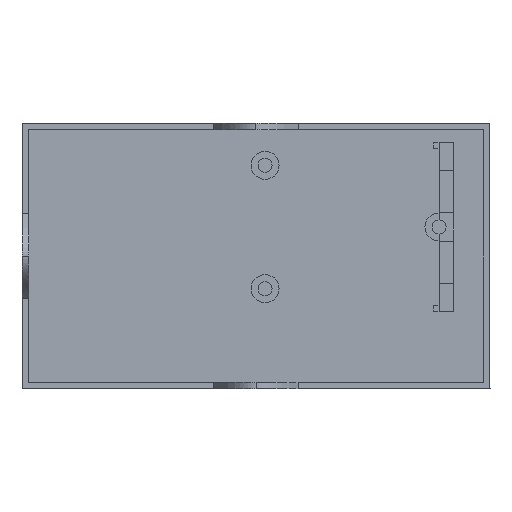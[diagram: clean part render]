
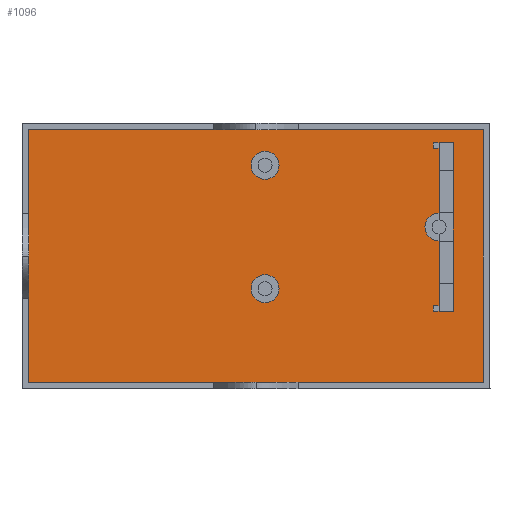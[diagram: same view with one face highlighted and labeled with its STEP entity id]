
A CAD part, front view. The second image highlights one B-rep face of the part: STEP entity #1096.
In plain terms, the highlighted planar face has unit normal (0, -1, 0).
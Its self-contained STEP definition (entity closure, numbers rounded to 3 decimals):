
#35=FACE_BOUND('',#169,.T.);
#36=FACE_BOUND('',#170,.T.);
#37=FACE_BOUND('',#171,.T.);
#52=CIRCLE('',#1184,2.5);
#53=CIRCLE('',#1185,2.5);
#54=CIRCLE('',#1186,2.5);
#99=FACE_OUTER_BOUND('',#168,.T.);
#168=EDGE_LOOP('',(#880,#881,#882,#883));
#169=EDGE_LOOP('',(#884));
#170=EDGE_LOOP('',(#885));
#171=EDGE_LOOP('',(#886,#887,#888,#889,#890,#891,#892,#893,#894,#895,#896,
#897,#898,#899,#900,#901,#902,#903));
#231=LINE('',#1923,#352);
#233=LINE('',#1927,#354);
#236=LINE('',#1934,#357);
#238=LINE('',#1937,#359);
#242=LINE('',#1945,#363);
#244=LINE('',#1950,#365);
#264=LINE('',#1989,#385);
#271=LINE('',#2007,#392);
#285=LINE('',#2049,#406);
#288=LINE('',#2054,#409);
#289=LINE('',#2056,#410);
#291=LINE('',#2061,#412);
#294=LINE('',#2066,#415);
#296=LINE('',#2070,#417);
#298=LINE('',#2073,#419);
#299=LINE('',#2077,#420);
#300=LINE('',#2079,#421);
#301=LINE('',#2081,#422);
#302=LINE('',#2082,#423);
#303=LINE('',#2087,#424);
#304=LINE('',#2088,#425);
#352=VECTOR('',#1273,10.);
#354=VECTOR('',#1275,10.);
#357=VECTOR('',#1280,10.);
#359=VECTOR('',#1282,10.);
#363=VECTOR('',#1288,10.);
#365=VECTOR('',#1292,10.);
#385=VECTOR('',#1324,10.);
#392=VECTOR('',#1343,10.);
#406=VECTOR('',#1383,10.);
#409=VECTOR('',#1388,10.);
#410=VECTOR('',#1391,10.);
#412=VECTOR('',#1395,10.);
#415=VECTOR('',#1400,10.);
#417=VECTOR('',#1404,10.);
#419=VECTOR('',#1408,10.);
#420=VECTOR('',#1411,10.);
#421=VECTOR('',#1412,10.);
#422=VECTOR('',#1413,10.);
#423=VECTOR('',#1414,10.);
#424=VECTOR('',#1419,10.);
#425=VECTOR('',#1420,10.);
#486=VERTEX_POINT('',#1921);
#487=VERTEX_POINT('',#1922);
#488=VERTEX_POINT('',#1924);
#489=VERTEX_POINT('',#1926);
#490=VERTEX_POINT('',#1930);
#491=VERTEX_POINT('',#1931);
#492=VERTEX_POINT('',#1933);
#493=VERTEX_POINT('',#1935);
#496=VERTEX_POINT('',#1943);
#498=VERTEX_POINT('',#1949);
#516=VERTEX_POINT('',#2006);
#530=VERTEX_POINT('',#2046);
#531=VERTEX_POINT('',#2048);
#532=VERTEX_POINT('',#2052);
#533=VERTEX_POINT('',#2058);
#534=VERTEX_POINT('',#2060);
#535=VERTEX_POINT('',#2064);
#536=VERTEX_POINT('',#2068);
#537=VERTEX_POINT('',#2075);
#538=VERTEX_POINT('',#2076);
#539=VERTEX_POINT('',#2078);
#540=VERTEX_POINT('',#2080);
#541=VERTEX_POINT('',#2083);
#542=VERTEX_POINT('',#2085);
#592=EDGE_CURVE('',#486,#487,#231,.T.);
#594=EDGE_CURVE('',#489,#488,#233,.T.);
#597=EDGE_CURVE('',#492,#490,#236,.T.);
#599=EDGE_CURVE('',#491,#493,#238,.T.);
#603=EDGE_CURVE('',#488,#496,#242,.T.);
#605=EDGE_CURVE('',#498,#491,#244,.T.);
#625=EDGE_CURVE('',#493,#489,#264,.T.);
#634=EDGE_CURVE('',#516,#486,#271,.T.);
#654=EDGE_CURVE('',#531,#530,#285,.T.);
#657=EDGE_CURVE('',#530,#532,#288,.T.);
#658=EDGE_CURVE('',#532,#516,#289,.T.);
#660=EDGE_CURVE('',#534,#533,#291,.T.);
#663=EDGE_CURVE('',#533,#535,#294,.T.);
#665=EDGE_CURVE('',#535,#536,#296,.T.);
#667=EDGE_CURVE('',#490,#534,#298,.T.);
#668=EDGE_CURVE('',#537,#538,#299,.T.);
#669=EDGE_CURVE('',#539,#537,#300,.T.);
#670=EDGE_CURVE('',#540,#539,#301,.T.);
#671=EDGE_CURVE('',#538,#540,#302,.T.);
#672=EDGE_CURVE('',#541,#541,#52,.T.);
#673=EDGE_CURVE('',#542,#542,#53,.T.);
#674=EDGE_CURVE('',#536,#498,#303,.T.);
#675=EDGE_CURVE('',#496,#531,#304,.T.);
#676=EDGE_CURVE('',#487,#492,#54,.T.);
#880=ORIENTED_EDGE('',*,*,#668,.F.);
#881=ORIENTED_EDGE('',*,*,#669,.F.);
#882=ORIENTED_EDGE('',*,*,#670,.F.);
#883=ORIENTED_EDGE('',*,*,#671,.F.);
#884=ORIENTED_EDGE('',*,*,#672,.T.);
#885=ORIENTED_EDGE('',*,*,#673,.T.);
#886=ORIENTED_EDGE('',*,*,#660,.T.);
#887=ORIENTED_EDGE('',*,*,#663,.T.);
#888=ORIENTED_EDGE('',*,*,#665,.T.);
#889=ORIENTED_EDGE('',*,*,#674,.T.);
#890=ORIENTED_EDGE('',*,*,#605,.T.);
#891=ORIENTED_EDGE('',*,*,#599,.T.);
#892=ORIENTED_EDGE('',*,*,#625,.T.);
#893=ORIENTED_EDGE('',*,*,#594,.T.);
#894=ORIENTED_EDGE('',*,*,#603,.T.);
#895=ORIENTED_EDGE('',*,*,#675,.T.);
#896=ORIENTED_EDGE('',*,*,#654,.T.);
#897=ORIENTED_EDGE('',*,*,#657,.T.);
#898=ORIENTED_EDGE('',*,*,#658,.T.);
#899=ORIENTED_EDGE('',*,*,#634,.T.);
#900=ORIENTED_EDGE('',*,*,#592,.T.);
#901=ORIENTED_EDGE('',*,*,#676,.T.);
#902=ORIENTED_EDGE('',*,*,#597,.T.);
#903=ORIENTED_EDGE('',*,*,#667,.T.);
#1045=PLANE('',#1183);
#1096=ADVANCED_FACE('',(#99,#35,#36,#37),#1045,.T.);
#1183=AXIS2_PLACEMENT_3D('',#2074,#1409,#1410);
#1184=AXIS2_PLACEMENT_3D('',#2084,#1415,#1416);
#1185=AXIS2_PLACEMENT_3D('',#2086,#1417,#1418);
#1186=AXIS2_PLACEMENT_3D('',#2089,#1421,#1422);
#1273=DIRECTION('',(0.,0.,1.));
#1275=DIRECTION('',(0.,0.,-1.));
#1280=DIRECTION('',(0.,0.,1.));
#1282=DIRECTION('',(0.,0.,-1.));
#1288=DIRECTION('',(0.,0.,-1.));
#1292=DIRECTION('',(0.,0.,-1.));
#1324=DIRECTION('',(0.,0.,-1.));
#1343=DIRECTION('',(0.,0.,1.));
#1383=DIRECTION('',(-1.,0.,0.));
#1388=DIRECTION('',(0.,0.,1.));
#1391=DIRECTION('',(1.,0.,0.));
#1395=DIRECTION('',(-1.,0.,0.));
#1400=DIRECTION('',(0.,0.,1.));
#1404=DIRECTION('',(1.,0.,0.));
#1408=DIRECTION('',(0.,0.,1.));
#1409=DIRECTION('center_axis',(0.,-1.,
0.));
#1410=DIRECTION('ref_axis',(0.,0.,-1.));
#1411=DIRECTION('',(0.,0.,1.));
#1412=DIRECTION('',(-1.,0.,0.));
#1413=DIRECTION('',(0.,0.,-1.));
#1414=DIRECTION('',(1.,0.,0.));
#1415=DIRECTION('center_axis',(0.,1.,0.));
#1416=DIRECTION('ref_axis',(-1.,0.,0.));
#1417=DIRECTION('center_axis',(0.,1.,0.));
#1418=DIRECTION('ref_axis',(-1.,0.,0.));
#1419=DIRECTION('',(1.,0.,0.));
#1420=DIRECTION('',(-1.,0.,0.));
#1421=DIRECTION('center_axis',(0.,1.,0.));
#1422=DIRECTION('ref_axis',(-1.,0.,0.));
#1921=CARTESIAN_POINT('',(15.,40.614,-10.));
#1922=CARTESIAN_POINT('',(15.,40.614,-2.5));
#1923=CARTESIAN_POINT('',(15.,40.614,-10.085));
#1924=CARTESIAN_POINT('',(17.5,40.614,-10.));
#1926=CARTESIAN_POINT('',(17.5,40.614,-2.5));
#1927=CARTESIAN_POINT('',(17.5,40.614,-2.585));
#1930=CARTESIAN_POINT('',(15.,40.614,10.));
#1931=CARTESIAN_POINT('',(17.5,40.614,10.));
#1933=CARTESIAN_POINT('',(15.,40.614,2.5));
#1934=CARTESIAN_POINT('',(15.,40.614,-1.335));
#1935=CARTESIAN_POINT('',(17.5,40.614,2.5));
#1937=CARTESIAN_POINT('',(17.5,40.614,-2.585));
#1943=CARTESIAN_POINT('',(17.5,40.614,-15.));
#1945=CARTESIAN_POINT('',(17.5,40.614,-2.585));
#1949=CARTESIAN_POINT('',(17.5,40.614,15.));
#1950=CARTESIAN_POINT('',(17.5,40.614,-2.585));
#1989=CARTESIAN_POINT('',(17.5,40.614,-2.585));
#2006=CARTESIAN_POINT('',(15.,40.614,-14.));
#2007=CARTESIAN_POINT('',(15.,40.614,-10.085));
#2046=CARTESIAN_POINT('',(14.,40.614,-15.));
#2048=CARTESIAN_POINT('',(15.,40.614,-15.));
#2049=CARTESIAN_POINT('',(-1.808,40.614,-15.));
#2052=CARTESIAN_POINT('',(14.,40.614,-14.));
#2054=CARTESIAN_POINT('',(14.,40.614,-9.585));
#2056=CARTESIAN_POINT('',(-1.308,40.614,-14.));
#2058=CARTESIAN_POINT('',(14.,40.614,14.));
#2060=CARTESIAN_POINT('',(15.,40.614,14.));
#2061=CARTESIAN_POINT('',(-1.808,40.614,14.));
#2064=CARTESIAN_POINT('',(14.,40.614,15.));
#2066=CARTESIAN_POINT('',(14.,40.614,4.915));
#2068=CARTESIAN_POINT('',(15.,40.614,15.));
#2070=CARTESIAN_POINT('',(-1.308,40.614,15.));
#2073=CARTESIAN_POINT('',(15.,40.614,-1.335));
#2074=CARTESIAN_POINT('Origin',(-17.616,40.614,-5.169));
#2075=CARTESIAN_POINT('',(-58.116,40.614,-27.669));
#2076=CARTESIAN_POINT('',(-58.116,40.614,17.331));
#2077=CARTESIAN_POINT('',(-58.116,40.614,-16.419));
#2078=CARTESIAN_POINT('',(22.884,40.614,-27.669));
#2079=CARTESIAN_POINT('',(2.634,40.614,-27.669));
#2080=CARTESIAN_POINT('',(22.884,40.614,17.331));
#2081=CARTESIAN_POINT('',(22.884,40.614,6.081));
#2082=CARTESIAN_POINT('',(-37.866,40.614,17.331));
#2083=CARTESIAN_POINT('',(-13.5,40.614,-11.));
#2084=CARTESIAN_POINT('Origin',(-16.,40.614,-11.));
#2085=CARTESIAN_POINT('',(-13.5,40.614,11.));
#2086=CARTESIAN_POINT('Origin',(-16.,40.614,11.));
#2087=CARTESIAN_POINT('',(-1.308,40.614,15.));
#2088=CARTESIAN_POINT('',(-0.058,40.614,-15.));
#2089=CARTESIAN_POINT('Origin',(15.,40.614,0.));
